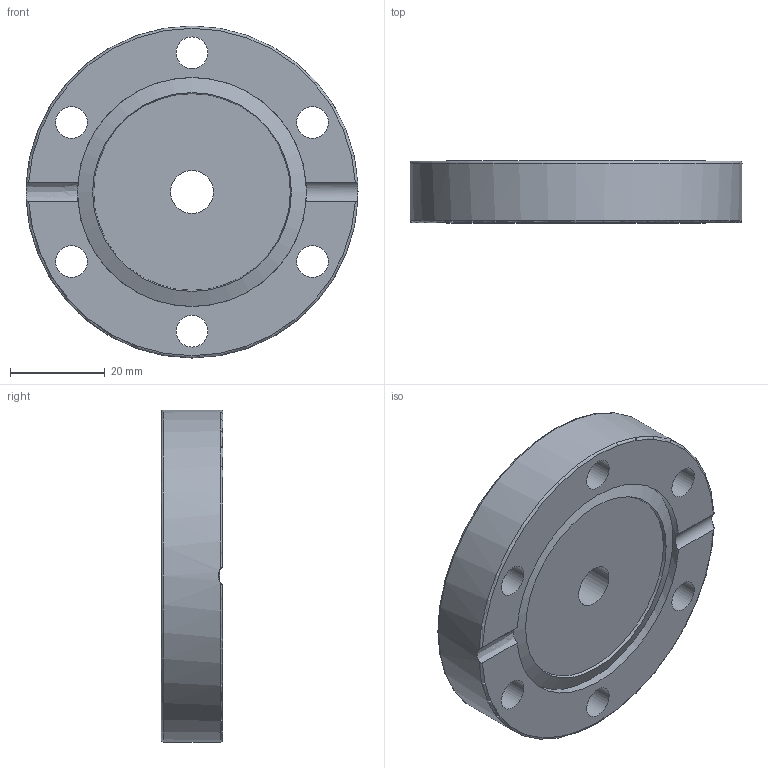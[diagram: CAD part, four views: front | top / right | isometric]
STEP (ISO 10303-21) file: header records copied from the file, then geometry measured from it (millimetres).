
FILE_DESCRIPTION((''),'2;1');
FILE_NAME('ZL4010-304.stp','2009-03-13T14:52:18',('hasers'),(''),'Autodesk Inventor 2008','Autodesk Inventor 2008','');
FILE_SCHEMA(('AUTOMOTIVE_DESIGN { 1 0 10303 214 1 1 1 1 }'));
Length unit declared in the file: millimetre
Products named in the file (1): ZL4010-304
Bounding box: 70 x 13 x 70 mm (x, y, z)
Volume: 44004.1 mm3; surface area: 12556.6 mm2
Topology: 1 solids, 1 shells, 36 faces, 100 edges, 67 vertices
Faces by surface type: bspline 19, cylinder 5, plane 5, cone 4, torus 3
Full cylindrical faces by diameter (mm): 9 x1, 13.5 x1, 48.3 x1, 70 x1
Entity records: 1255 total; most frequent: CARTESIAN_POINT 572, DIRECTION 122, ORIENTED_EDGE 106, EDGE_LOOP 78, AXIS2_PLACEMENT_3D 59, EDGE_CURVE 53, VERTEX_POINT 47, FACE_BOUND 42
